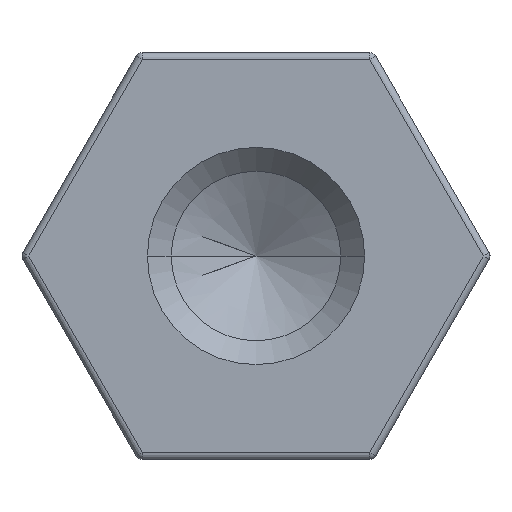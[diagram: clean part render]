
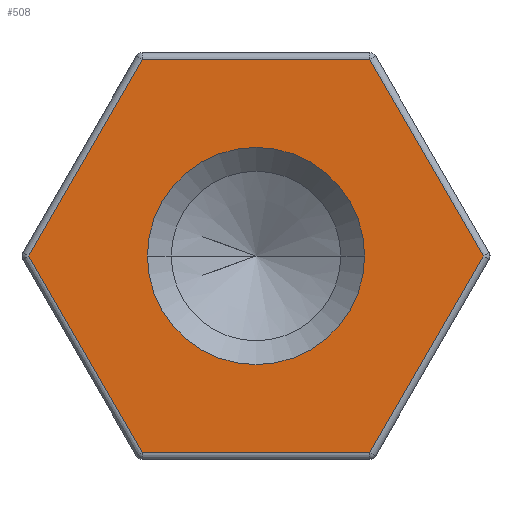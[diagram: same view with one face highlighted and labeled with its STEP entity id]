
A CAD part, left-side view. The second image highlights one B-rep face of the part: STEP entity #508.
In plain terms, the highlighted planar face has unit normal (-1, 0, 0).
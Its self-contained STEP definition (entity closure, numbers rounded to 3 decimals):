
#64 = LINE ( 'NONE', #1403, #67 ) ;
#67 = VECTOR ( 'NONE', #1405, 1000. ) ;
#71 = CIRCLE ( 'NONE', #344, 1.6 ) ;
#79 = FACE_BOUND ( 'NONE', #494, .T. ) ;
#81 = DIRECTION ( 'NONE',  ( 0., -0.5, 0.866 ) ) ;
#83 = CARTESIAN_POINT ( 'NONE',  ( 0., -2.511, -1.45 ) ) ;
#88 = LINE ( 'NONE', #642, #1298 ) ;
#103 = CIRCLE ( 'NONE', #1359, 1.6 ) ;
#113 = FACE_OUTER_BOUND ( 'NONE', #383, .T. ) ;
#119 = LINE ( 'NONE', #928, #1308 ) ;
#206 = LINE ( 'NONE', #454, #1343 ) ;
#335 = CARTESIAN_POINT ( 'NONE',  ( 0., 0., 2.9 ) ) ;
#339 = DIRECTION ( 'NONE',  ( 0., 1., 0. ) ) ;
#344 = AXIS2_PLACEMENT_3D ( 'NONE', #1021, #1057, #1056 ) ;
#357 = VECTOR ( 'NONE', #81, 1000. ) ;
#378 = ORIENTED_EDGE ( 'NONE', *, *, #510, .T. ) ;
#383 = EDGE_LOOP ( 'NONE', ( #419, #538, #712, #891, #438, #671 ) ) ;
#419 = ORIENTED_EDGE ( 'NONE', *, *, #929, .T. ) ;
#438 = ORIENTED_EDGE ( 'NONE', *, *, #1068, .T. ) ;
#444 = AXIS2_PLACEMENT_3D ( 'NONE', #1016, #1409, #1406 ) ;
#454 = CARTESIAN_POINT ( 'NONE',  ( 0., 2.511, 1.45 ) ) ;
#457 = EDGE_CURVE ( 'NONE', #725, #654, #103, .T. ) ;
#474 = VERTEX_POINT ( 'NONE', #1314 ) ;
#494 = EDGE_LOOP ( 'NONE', ( #840, #378 ) ) ;
#495 = DIRECTION ( 'NONE',  ( 1., 0., 0. ) ) ;
#508 = ADVANCED_FACE ( 'NONE', ( #113, #79 ), #1011, .F. ) ;
#510 = EDGE_CURVE ( 'NONE', #654, #725, #71, .T. ) ;
#525 = EDGE_CURVE ( 'NONE', #902, #746, #64, .T. ) ;
#538 = ORIENTED_EDGE ( 'NONE', *, *, #1209, .T. ) ;
#595 = VERTEX_POINT ( 'NONE', #1324 ) ;
#640 = DIRECTION ( 'NONE',  ( 0., -1., 0. ) ) ;
#642 = CARTESIAN_POINT ( 'NONE',  ( 0., 0., -2.9 ) ) ;
#654 = VERTEX_POINT ( 'NONE', #981 ) ;
#671 = ORIENTED_EDGE ( 'NONE', *, *, #1372, .T. ) ;
#712 = ORIENTED_EDGE ( 'NONE', *, *, #1438, .T. ) ;
#725 = VERTEX_POINT ( 'NONE', #1391 ) ;
#737 = VERTEX_POINT ( 'NONE', #1350 ) ;
#746 = VERTEX_POINT ( 'NONE', #1349 ) ;
#820 = VERTEX_POINT ( 'NONE', #1111 ) ;
#821 = LINE ( 'NONE', #335, #1050 ) ;
#840 = ORIENTED_EDGE ( 'NONE', *, *, #457, .T. ) ;
#891 = ORIENTED_EDGE ( 'NONE', *, *, #525, .T. ) ;
#902 = VERTEX_POINT ( 'NONE', #1165 ) ;
#928 = CARTESIAN_POINT ( 'NONE',  ( 0., -2.511, 1.45 ) ) ;
#929 = EDGE_CURVE ( 'NONE', #737, #820, #119, .T. ) ;
#930 = DIRECTION ( 'NONE',  ( 0., 1., 0. ) ) ;
#948 = DIRECTION ( 'NONE',  ( 0., 0.5, 0.866 ) ) ;
#981 = CARTESIAN_POINT ( 'NONE',  ( 0., -1.6, 0. ) ) ;
#1011 = PLANE ( 'NONE',  #444 ) ;
#1016 = CARTESIAN_POINT ( 'NONE',  ( 0., 0., 0. ) ) ;
#1021 = CARTESIAN_POINT ( 'NONE',  ( 0., 0., 0. ) ) ;
#1050 = VECTOR ( 'NONE', #339, 1000. ) ;
#1056 = DIRECTION ( 'NONE',  ( 0., 1., 0. ) ) ;
#1057 = DIRECTION ( 'NONE',  ( 1., 0., 0. ) ) ;
#1068 = EDGE_CURVE ( 'NONE', #746, #595, #88, .T. ) ;
#1111 = CARTESIAN_POINT ( 'NONE',  ( 0., -1.674, 2.9 ) ) ;
#1165 = CARTESIAN_POINT ( 'NONE',  ( 0., 3.349, 0. ) ) ;
#1209 = EDGE_CURVE ( 'NONE', #820, #474, #821, .T. ) ;
#1254 = LINE ( 'NONE', #83, #357 ) ;
#1298 = VECTOR ( 'NONE', #640, 1000. ) ;
#1308 = VECTOR ( 'NONE', #948, 1000. ) ;
#1313 = CARTESIAN_POINT ( 'NONE',  ( 0., 0., 0. ) ) ;
#1314 = CARTESIAN_POINT ( 'NONE',  ( 0., 1.674, 2.9 ) ) ;
#1324 = CARTESIAN_POINT ( 'NONE',  ( 0., -1.674, -2.9 ) ) ;
#1343 = VECTOR ( 'NONE', #1434, 1000. ) ;
#1349 = CARTESIAN_POINT ( 'NONE',  ( 0., 1.674, -2.9 ) ) ;
#1350 = CARTESIAN_POINT ( 'NONE',  ( 0., -3.349, 0. ) ) ;
#1359 = AXIS2_PLACEMENT_3D ( 'NONE', #1313, #495, #930 ) ;
#1372 = EDGE_CURVE ( 'NONE', #595, #737, #1254, .T. ) ;
#1391 = CARTESIAN_POINT ( 'NONE',  ( 0., 1.6, 0. ) ) ;
#1403 = CARTESIAN_POINT ( 'NONE',  ( 0., 2.511, -1.45 ) ) ;
#1405 = DIRECTION ( 'NONE',  ( 0., -0.5, -0.866 ) ) ;
#1406 = DIRECTION ( 'NONE',  ( 0., 1., 0. ) ) ;
#1409 = DIRECTION ( 'NONE',  ( 1., 0., 0. ) ) ;
#1434 = DIRECTION ( 'NONE',  ( 0., 0.5, -0.866 ) ) ;
#1438 = EDGE_CURVE ( 'NONE', #474, #902, #206, .T. ) ;
